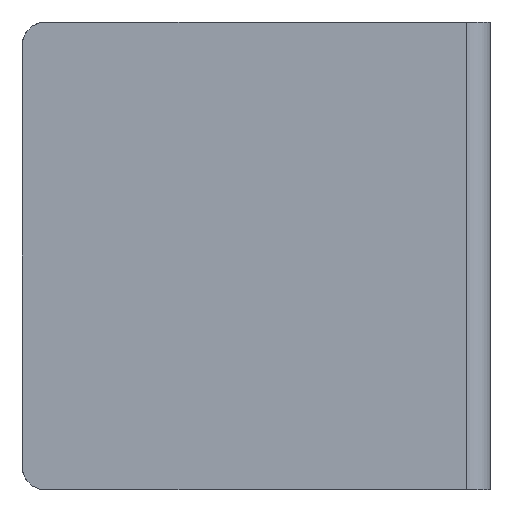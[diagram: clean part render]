
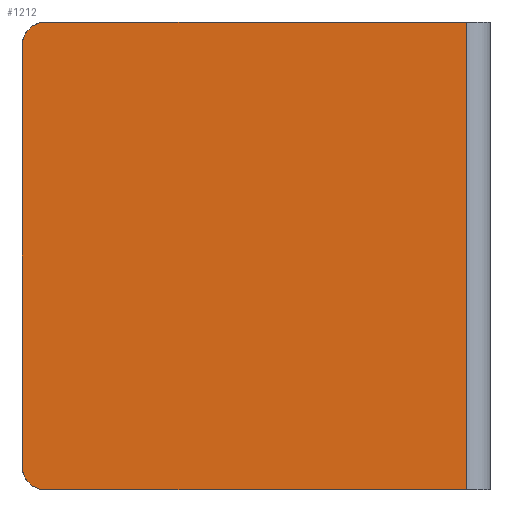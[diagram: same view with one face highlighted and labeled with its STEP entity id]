
A CAD part, left-side view. The second image highlights one B-rep face of the part: STEP entity #1212.
In plain terms, the highlighted planar face has unit normal (-1, 0, 0).
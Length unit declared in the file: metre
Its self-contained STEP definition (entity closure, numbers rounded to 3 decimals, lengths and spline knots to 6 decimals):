
#74=CIRCLE('',#1683,0.000254);
#75=CIRCLE('',#1684,0.000254);
#266=ORIENTED_EDGE('',*,*,#552,.T.);
#267=ORIENTED_EDGE('',*,*,#553,.T.);
#268=ORIENTED_EDGE('',*,*,#554,.F.);
#269=ORIENTED_EDGE('',*,*,#555,.T.);
#270=ORIENTED_EDGE('',*,*,#550,.F.);
#271=ORIENTED_EDGE('',*,*,#556,.T.);
#550=EDGE_CURVE('',#692,#693,#786,.T.);
#552=EDGE_CURVE('',#694,#695,#788,.T.);
#553=EDGE_CURVE('',#695,#696,#789,.T.);
#554=EDGE_CURVE('',#697,#696,#790,.T.);
#555=EDGE_CURVE('',#697,#693,#74,.T.);
#556=EDGE_CURVE('',#692,#694,#75,.T.);
#692=VERTEX_POINT('',#2320);
#693=VERTEX_POINT('',#2322);
#694=VERTEX_POINT('',#2326);
#695=VERTEX_POINT('',#2327);
#696=VERTEX_POINT('',#2329);
#697=VERTEX_POINT('',#2331);
#786=LINE('',#2321,#882);
#788=LINE('',#2325,#884);
#789=LINE('',#2328,#885);
#790=LINE('',#2330,#886);
#882=VECTOR('',#1934,1.);
#884=VECTOR('',#1938,1.);
#885=VECTOR('',#1939,1.);
#886=VECTOR('',#1940,1.);
#972=EDGE_LOOP('',(#266,#267,#268,#269,#270,#271));
#1052=FACE_BOUND('',#972,.T.);
#1112=PLANE('',#1682);
#1212=ADVANCED_FACE('',(#1052),#1112,.T.);
#1682=AXIS2_PLACEMENT_3D('',#2324,#1936,#1937);
#1683=AXIS2_PLACEMENT_3D('',#2332,#1941,#1942);
#1684=AXIS2_PLACEMENT_3D('',#2333,#1943,#1944);
#1934=DIRECTION('',(0.,0.,1.));
#1936=DIRECTION('',(-1.,0.,0.));
#1937=DIRECTION('',(0.,0.,1.));
#1938=DIRECTION('',(0.,-1.,0.));
#1939=DIRECTION('',(0.,0.,1.));
#1940=DIRECTION('',(0.,-1.,0.));
#1941=DIRECTION('',(-1.,0.,0.));
#1942=DIRECTION('',(0.,0.,1.));
#1943=DIRECTION('',(-1.,0.,0.));
#1944=DIRECTION('',(0.,0.,1.));
#2320=CARTESIAN_POINT('',(-0.002881,0.002489,-0.002244));
#2321=CARTESIAN_POINT('',(-0.002881,0.002489,-0.002498));
#2322=CARTESIAN_POINT('',(-0.002881,0.002489,0.002244));
#2324=CARTESIAN_POINT('',(-0.002881,-0.000009,-0.002498));
#2325=CARTESIAN_POINT('',(-0.002881,-0.000009,-0.002498));
#2326=CARTESIAN_POINT('',(-0.002881,0.002235,-0.002498));
#2327=CARTESIAN_POINT('',(-0.002881,-0.002252,-0.002498));
#2328=CARTESIAN_POINT('',(-0.002881,-0.002252,-0.002498));
#2329=CARTESIAN_POINT('',(-0.002881,-0.002252,0.002498));
#2330=CARTESIAN_POINT('',(-0.002881,-0.000009,0.002498));
#2331=CARTESIAN_POINT('',(-0.002881,0.002235,0.002498));
#2332=CARTESIAN_POINT('',(-0.002881,0.002235,0.002244));
#2333=CARTESIAN_POINT('',(-0.002881,0.002235,-0.002244));
